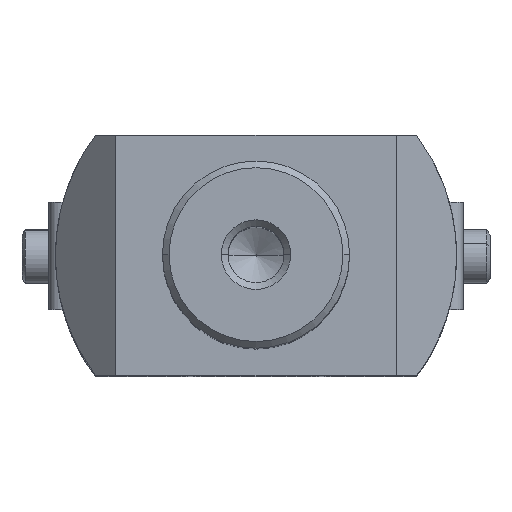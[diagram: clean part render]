
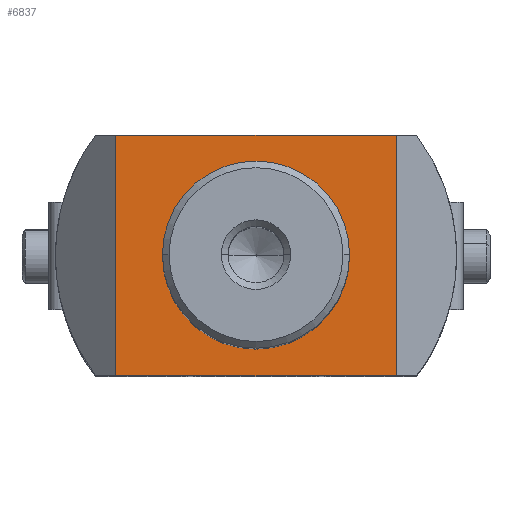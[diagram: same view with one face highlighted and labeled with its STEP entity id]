
A CAD part, top view. The second image highlights one B-rep face of the part: STEP entity #6837.
In plain terms, the highlighted planar face has unit normal (0, 0, 1).
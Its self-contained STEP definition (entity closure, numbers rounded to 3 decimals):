
#2595 = CIRCLE ( 'NONE', #8822, 7. ) ;
#3676 = EDGE_CURVE ( 'NONE', #5238, #5301, #2595, .T. ) ;
#5238 = VERTEX_POINT ( 'NONE', #9948 ) ;
#5266 = VERTEX_POINT ( 'NONE', #9975 ) ;
#5271 = VERTEX_POINT ( 'NONE', #9980 ) ;
#5272 = VERTEX_POINT ( 'NONE', #9981 ) ;
#5273 = VERTEX_POINT ( 'NONE', #9982 ) ;
#5301 = VERTEX_POINT ( 'NONE', #10010 ) ;
#6837 = ADVANCED_FACE ( 'NONE', ( #12081, #12085 ), #11795, .T. ) ;
#7177 = EDGE_LOOP ( 'NONE', ( #21201, #21217 ) ) ;
#7228 = EDGE_LOOP ( 'NONE', ( #21225, #21210, #21174, #21194 ) ) ;
#7631 = EDGE_CURVE ( 'NONE', #5266, #5273, #12378, .T. ) ;
#7638 = EDGE_CURVE ( 'NONE', #5271, #5272, #12392, .T. ) ;
#7647 = EDGE_CURVE ( 'NONE', #5301, #5238, #12406, .T. ) ;
#7648 = EDGE_CURVE ( 'NONE', #5266, #5272, #12408, .T. ) ;
#7649 = EDGE_CURVE ( 'NONE', #5273, #5271, #12386, .T. ) ;
#8822 = AXIS2_PLACEMENT_3D ( 'NONE', #9793, #9794, #9795 ) ;
#9334 = AXIS2_PLACEMENT_3D ( 'NONE', #11793, #11785, #11797 ) ;
#9793 = CARTESIAN_POINT ( 'NONE',  ( 0., 0., 55. ) ) ;
#9794 = DIRECTION ( 'NONE',  ( 0., 0., 1. ) ) ;
#9795 = DIRECTION ( 'NONE',  ( 1., 0., 0. ) ) ;
#9948 = CARTESIAN_POINT ( 'NONE',  ( 7., 0., 55. ) ) ;
#9975 = CARTESIAN_POINT ( 'NONE',  ( -10.5, 9., 55. ) ) ;
#9980 = CARTESIAN_POINT ( 'NONE',  ( 10.5, -9., 55. ) ) ;
#9981 = CARTESIAN_POINT ( 'NONE',  ( -10.5, -9., 55. ) ) ;
#9982 = CARTESIAN_POINT ( 'NONE',  ( 10.5, 9., 55. ) ) ;
#10010 = CARTESIAN_POINT ( 'NONE',  ( -7., 0., 55. ) ) ;
#11785 = DIRECTION ( 'NONE',  ( 0., 0., 1. ) ) ;
#11793 = CARTESIAN_POINT ( 'NONE',  ( 0., 0., 55. ) ) ;
#11795 = PLANE ( 'NONE',  #9334 ) ;
#11797 = DIRECTION ( 'NONE',  ( 1., 0., 0. ) ) ;
#12081 = FACE_BOUND ( 'NONE', #7177, .T. ) ;
#12085 = FACE_OUTER_BOUND ( 'NONE', #7228, .T. ) ;
#12378 = LINE ( 'NONE', #16197, #12383 ) ;
#12383 = VECTOR ( 'NONE', #16205, 1000. ) ;
#12386 = LINE ( 'NONE', #16243, #12411 ) ;
#12392 = LINE ( 'NONE', #16213, #12394 ) ;
#12394 = VECTOR ( 'NONE', #16214, 1000. ) ;
#12406 = CIRCLE ( 'NONE', #16845, 7. ) ;
#12408 = LINE ( 'NONE', #16235, #12410 ) ;
#12410 = VECTOR ( 'NONE', #16236, 1000. ) ;
#12411 = VECTOR ( 'NONE', #16248, 1000. ) ;
#16197 = CARTESIAN_POINT ( 'NONE',  ( 15.001, 9., 55. ) ) ;
#16205 = DIRECTION ( 'NONE',  ( 1., 0., 0. ) ) ;
#16213 = CARTESIAN_POINT ( 'NONE',  ( 15.001, -9., 55. ) ) ;
#16214 = DIRECTION ( 'NONE',  ( -1., 0., 0. ) ) ;
#16235 = CARTESIAN_POINT ( 'NONE',  ( -10.5, 9.001, 55. ) ) ;
#16236 = DIRECTION ( 'NONE',  ( 0., -1., 0. ) ) ;
#16243 = CARTESIAN_POINT ( 'NONE',  ( 10.5, 9.001, 55. ) ) ;
#16244 = CARTESIAN_POINT ( 'NONE',  ( 0., 0., 55. ) ) ;
#16245 = DIRECTION ( 'NONE',  ( 0., 0., 1. ) ) ;
#16246 = DIRECTION ( 'NONE',  ( 1., 0., 0. ) ) ;
#16248 = DIRECTION ( 'NONE',  ( 0., -1., 0. ) ) ;
#16845 = AXIS2_PLACEMENT_3D ( 'NONE', #16244, #16245, #16246 ) ;
#21174 = ORIENTED_EDGE ( 'NONE', *, *, #7638, .F. ) ;
#21194 = ORIENTED_EDGE ( 'NONE', *, *, #7649, .F. ) ;
#21201 = ORIENTED_EDGE ( 'NONE', *, *, #3676, .F. ) ;
#21210 = ORIENTED_EDGE ( 'NONE', *, *, #7648, .T. ) ;
#21217 = ORIENTED_EDGE ( 'NONE', *, *, #7647, .F. ) ;
#21225 = ORIENTED_EDGE ( 'NONE', *, *, #7631, .F. ) ;
